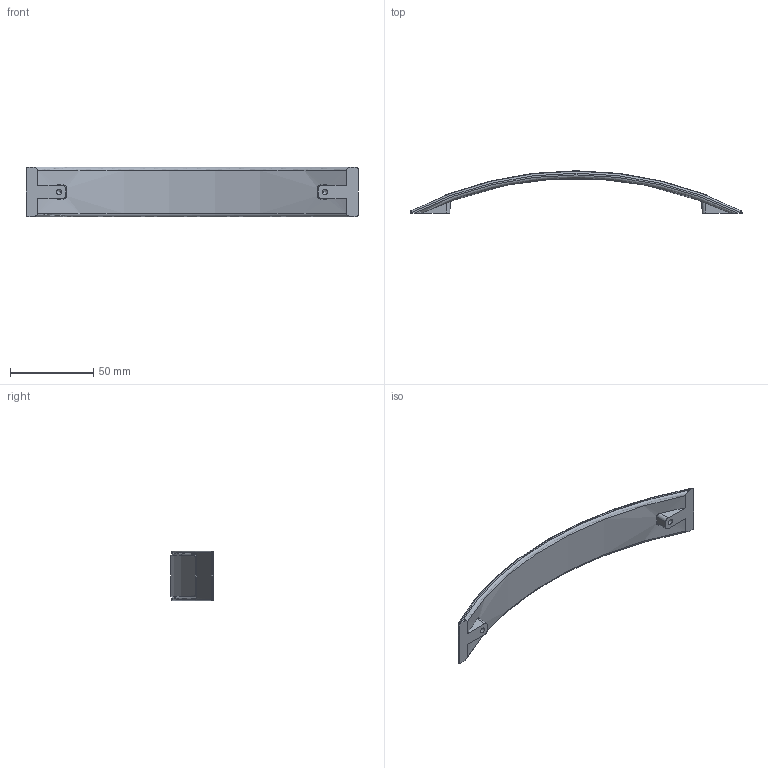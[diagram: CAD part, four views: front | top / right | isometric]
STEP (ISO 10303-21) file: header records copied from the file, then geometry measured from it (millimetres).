
FILE_DESCRIPTION(('Creo Elements/Direct Modeling STEP Export'),'2;1');
FILE_NAME('2184-200.stp','2019-01-09T13:39:53',(''),(''),'Creo Elements/Direct Modeling STEP processor for AP214 (Solid Model)','Creo Elements/Direct Modeling 20.0 12-Nov-2016 (C) Parametric Technology GmbH','');
FILE_SCHEMA(('AUTOMOTIVE_DESIGN { 1 0 10303 214 1 1 1 1 }'));
Length unit declared in the file: millimetre
Products named in the file (2): 2184-200
Assembly tree (1 placements, depth 2):
  2184-200
    2184-200
Bounding box: 200 x 25.5 x 30 mm (x, y, z)
Volume: 28696.8 mm3; surface area: 15926.6 mm2
Topology: 1 solids, 1 shells, 78 faces, 214 edges, 136 vertices
Faces by surface type: cylinder 26, bspline 20, plane 18, torus 4, cone 4, sphere 4, extrusion 2
Entity records: 8156 total; most frequent: CARTESIAN_POINT 6331, ORIENTED_EDGE 412, DIRECTION 286, EDGE_CURVE 206, VERTEX_POINT 136, AXIS2_PLACEMENT_3D 105, EDGE_LOOP 84, FACE_OUTER_BOUND 78
